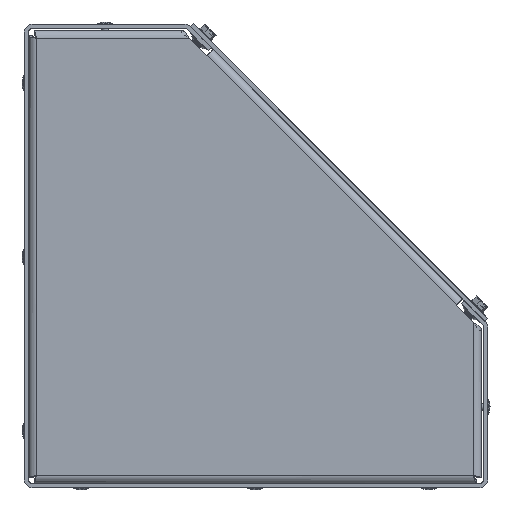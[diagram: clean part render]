
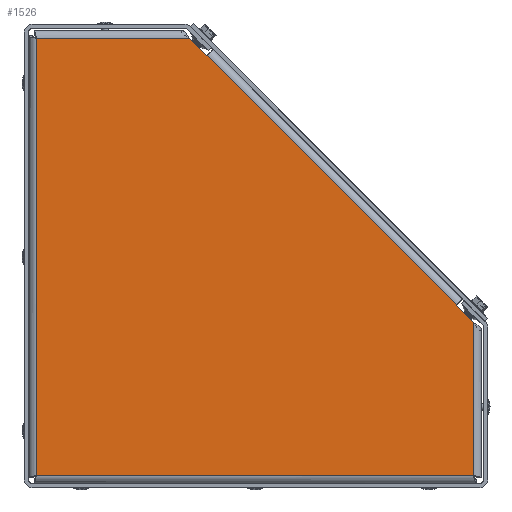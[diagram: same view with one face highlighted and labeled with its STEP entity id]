
A CAD part, left-side view. The second image highlights one B-rep face of the part: STEP entity #1526.
In plain terms, the highlighted planar face has unit normal (-1, 0, 0).
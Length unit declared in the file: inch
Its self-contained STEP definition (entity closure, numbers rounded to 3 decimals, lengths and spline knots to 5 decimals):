
#572 = LINE ( 'NONE', #11690, #8590 ) ;
#872 = DIRECTION ( 'NONE',  ( 0., 0., 1. ) ) ;
#1244 = CARTESIAN_POINT ( 'NONE',  ( -12.38335, -3.49719, -0.147 ) ) ;
#1407 = CARTESIAN_POINT ( 'NONE',  ( -12.38335, 0.85014, 0.41092 ) ) ;
#1460 = VECTOR ( 'NONE', #3458, 39.37008 ) ;
#1526 = ADVANCED_FACE ( 'NONE', ( #16059 ), #23464, .T. ) ;
#2047 = LINE ( 'NONE', #20455, #18290 ) ;
#2053 = LINE ( 'NONE', #20463, #2829 ) ;
#2493 = DIRECTION ( 'NONE',  ( 0., -1., 0. ) ) ;
#2546 = VERTEX_POINT ( 'NONE', #23392 ) ;
#2829 = VECTOR ( 'NONE', #15036, 39.37008 ) ;
#3458 = DIRECTION ( 'NONE',  ( 0., 1., 0. ) ) ;
#3561 = EDGE_CURVE ( 'NONE', #2546, #14803, #13900, .T. ) ;
#4438 = VERTEX_POINT ( 'NONE', #7665 ) ;
#4466 = ORIENTED_EDGE ( 'NONE', *, *, #3561, .T. ) ;
#4497 = ORIENTED_EDGE ( 'NONE', *, *, #22696, .T. ) ;
#4626 = ORIENTED_EDGE ( 'NONE', *, *, #8861, .F. ) ;
#4639 = VERTEX_POINT ( 'NONE', #20690 ) ;
#5111 = EDGE_CURVE ( 'NONE', #11119, #4438, #572, .T. ) ;
#5535 = EDGE_CURVE ( 'NONE', #15319, #9332, #9035, .T. ) ;
#5853 = CARTESIAN_POINT ( 'NONE',  ( -12.38335, -3.20445, 0.1623 ) ) ;
#6957 = DIRECTION ( 'NONE',  ( 0., 1., 0. ) ) ;
#7207 = VECTOR ( 'NONE', #9245, 39.37008 ) ;
#7665 = CARTESIAN_POINT ( 'NONE',  ( -12.38335, -3.49719, -2.7895 ) ) ;
#8246 = AXIS2_PLACEMENT_3D ( 'NONE', #1407, #16191, #6957 ) ;
#8590 = VECTOR ( 'NONE', #2493, 39.37008 ) ;
#8861 = EDGE_CURVE ( 'NONE', #2546, #17327, #2047, .T. ) ;
#9035 = LINE ( 'NONE', #11336, #22075 ) ;
#9245 = DIRECTION ( 'NONE',  ( 0., 0.707, 0.707 ) ) ;
#9332 = VERTEX_POINT ( 'NONE', #16794 ) ;
#9770 = DIRECTION ( 'NONE',  ( 0., -0.707, 0.707 ) ) ;
#9860 = DIRECTION ( 'NONE',  ( 0., 0.707, 0.707 ) ) ;
#9889 = ORIENTED_EDGE ( 'NONE', *, *, #17504, .F. ) ;
#10819 = EDGE_LOOP ( 'NONE', ( #4626, #4466, #23162, #22477, #15009, #16285, #22798, #9889, #4497 ) ) ;
#10957 = LINE ( 'NONE', #14128, #1460 ) ;
#11119 = VERTEX_POINT ( 'NONE', #19136 ) ;
#11336 = CARTESIAN_POINT ( 'NONE',  ( -12.38335, -3.49719, -0.147 ) ) ;
#11416 = EDGE_CURVE ( 'NONE', #4438, #15319, #19276, .T. ) ;
#11690 = CARTESIAN_POINT ( 'NONE',  ( -12.38335, 0.85014, -2.7895 ) ) ;
#12340 = EDGE_CURVE ( 'NONE', #14803, #16839, #10957, .T. ) ;
#12780 = CARTESIAN_POINT ( 'NONE',  ( -12.38335, 1.40806, 4.75825 ) ) ;
#13191 = DIRECTION ( 'NONE',  ( 0., 0., -1. ) ) ;
#13900 = LINE ( 'NONE', #18878, #21709 ) ;
#14128 = CARTESIAN_POINT ( 'NONE',  ( -12.38335, 0.85014, 4.75825 ) ) ;
#14803 = VERTEX_POINT ( 'NONE', #12780 ) ;
#15009 = ORIENTED_EDGE ( 'NONE', *, *, #5111, .T. ) ;
#15036 = DIRECTION ( 'NONE',  ( 0., 0.707, -0.707 ) ) ;
#15319 = VERTEX_POINT ( 'NONE', #1244 ) ;
#15373 = DIRECTION ( 'NONE',  ( 0., 0.707, 0.707 ) ) ;
#16059 = FACE_OUTER_BOUND ( 'NONE', #10819, .T. ) ;
#16129 = CARTESIAN_POINT ( 'NONE',  ( -12.38335, -3.49719, 0.41092 ) ) ;
#16191 = DIRECTION ( 'NONE',  ( -1., 0., 0. ) ) ;
#16285 = ORIENTED_EDGE ( 'NONE', *, *, #11416, .T. ) ;
#16794 = CARTESIAN_POINT ( 'NONE',  ( -12.38335, -3.19617, 0.15402 ) ) ;
#16839 = VERTEX_POINT ( 'NONE', #17417 ) ;
#16859 = VECTOR ( 'NONE', #13191, 39.37008 ) ;
#16971 = CARTESIAN_POINT ( 'NONE',  ( -12.38335, 4.05056, 0.41092 ) ) ;
#17327 = VERTEX_POINT ( 'NONE', #20991 ) ;
#17417 = CARTESIAN_POINT ( 'NONE',  ( -12.38335, 4.05056, 4.75825 ) ) ;
#17504 = EDGE_CURVE ( 'NONE', #4639, #9332, #2053, .T. ) ;
#18290 = VECTOR ( 'NONE', #9770, 39.37008 ) ;
#18646 = LINE ( 'NONE', #16971, #16859 ) ;
#18878 = CARTESIAN_POINT ( 'NONE',  ( -12.38335, 1.10703, 4.45723 ) ) ;
#19136 = CARTESIAN_POINT ( 'NONE',  ( -12.38335, 4.05056, -2.7895 ) ) ;
#19276 = LINE ( 'NONE', #16129, #20772 ) ;
#20193 = EDGE_CURVE ( 'NONE', #16839, #11119, #18646, .T. ) ;
#20276 = LINE ( 'NONE', #5853, #7207 ) ;
#20455 = CARTESIAN_POINT ( 'NONE',  ( -12.38335, 1.10703, 4.45723 ) ) ;
#20463 = CARTESIAN_POINT ( 'NONE',  ( -12.38335, -3.30097, 0.25882 ) ) ;
#20690 = CARTESIAN_POINT ( 'NONE',  ( -12.38335, -3.20445, 0.1623 ) ) ;
#20772 = VECTOR ( 'NONE', #872, 39.37008 ) ;
#20991 = CARTESIAN_POINT ( 'NONE',  ( -12.38335, 1.09876, 4.46551 ) ) ;
#21709 = VECTOR ( 'NONE', #15373, 39.37008 ) ;
#22075 = VECTOR ( 'NONE', #9860, 39.37008 ) ;
#22477 = ORIENTED_EDGE ( 'NONE', *, *, #20193, .T. ) ;
#22696 = EDGE_CURVE ( 'NONE', #4639, #17327, #20276, .T. ) ;
#22798 = ORIENTED_EDGE ( 'NONE', *, *, #5535, .T. ) ;
#23162 = ORIENTED_EDGE ( 'NONE', *, *, #12340, .T. ) ;
#23392 = CARTESIAN_POINT ( 'NONE',  ( -12.38335, 1.10703, 4.45723 ) ) ;
#23464 = PLANE ( 'NONE',  #8246 ) ;
